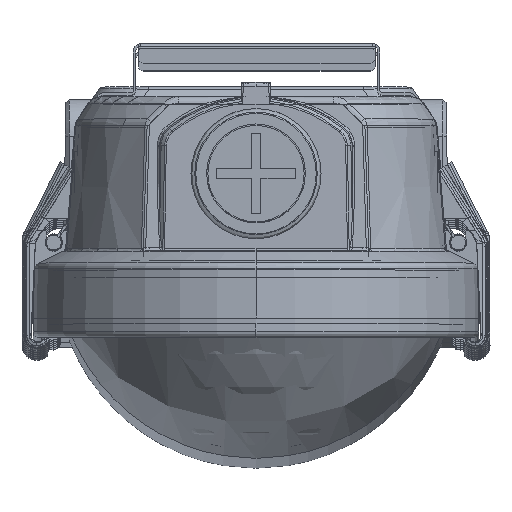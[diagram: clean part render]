
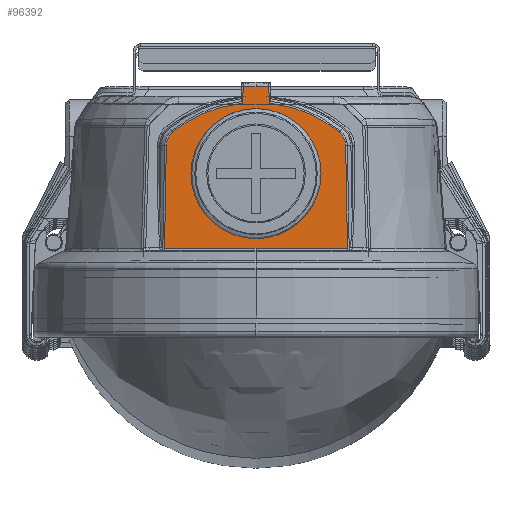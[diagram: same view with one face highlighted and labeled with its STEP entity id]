
A CAD part, top view. The second image highlights one B-rep face of the part: STEP entity #96392.
In plain terms, the highlighted face is planar.
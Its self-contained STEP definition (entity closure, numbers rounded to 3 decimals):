
#2279 = DIRECTION ( 'NONE',  ( 0., 0.017, -1. ) ) ;
#2940 = CARTESIAN_POINT ( 'NONE',  ( 0., 621.056, -14.41 ) ) ;
#3322 = ORIENTED_EDGE ( 'NONE', *, *, #121696, .F. ) ;
#3842 = CARTESIAN_POINT ( 'NONE',  ( 32.394, 621.55, -42.7 ) ) ;
#4193 = CARTESIAN_POINT ( 'NONE',  ( 2.735, 621.024, -12.548 ) ) ;
#4209 = EDGE_CURVE ( 'NONE', #7166, #180586, #133337, .T. ) ;
#6291 = VERTEX_POINT ( 'NONE', #176057 ) ;
#7166 = VERTEX_POINT ( 'NONE', #55269 ) ;
#14098 = CARTESIAN_POINT ( 'NONE',  ( -13.11, 621.069, -15.163 ) ) ;
#15992 = CARTESIAN_POINT ( 'NONE',  ( 2.735, 621.024, -12.548 ) ) ;
#19968 = EDGE_CURVE ( 'NONE', #27869, #197766, #50572, .T. ) ;
#23851 = CARTESIAN_POINT ( 'NONE',  ( -2.735, 621.024, -12.548 ) ) ;
#23874 = ORIENTED_EDGE ( 'NONE', *, *, #127729, .F. ) ;
#25912 = CARTESIAN_POINT ( 'NONE',  ( 2.721, 621.009, -11.711 ) ) ;
#26136 = LINE ( 'NONE', #240377, #97331 ) ;
#27869 = VERTEX_POINT ( 'NONE', #23851 ) ;
#33118 = CARTESIAN_POINT ( 'NONE',  ( -8.115, 621.033, -13.09 ) ) ;
#34904 = LINE ( 'NONE', #58707, #216327 ) ;
#36783 = EDGE_CURVE ( 'NONE', #45220, #113171, #144403, .T. ) ;
#39737 = AXIS2_PLACEMENT_3D ( 'NONE', #45029, #236288, #117668 ) ;
#40996 = CARTESIAN_POINT ( 'NONE',  ( -2.676, 620.965, -9.174 ) ) ;
#44956 = CARTESIAN_POINT ( 'NONE',  ( 0., 620.965, -9.174 ) ) ;
#45029 = CARTESIAN_POINT ( 'NONE',  ( 32.394, 621., -11.191 ) ) ;
#45220 = VERTEX_POINT ( 'NONE', #240480 ) ;
#47637 = CARTESIAN_POINT ( 'NONE',  ( -18.616, 621.177, -21.323 ) ) ;
#50139 = ORIENTED_EDGE ( 'NONE', *, *, #145566, .F. ) ;
#50572 =( BOUNDED_CURVE ( )  B_SPLINE_CURVE ( 3, ( #168262, #33118, #14098, #87985 ),
 .UNSPECIFIED., .F., .T. ) 
 B_SPLINE_CURVE_WITH_KNOTS ( ( 4, 4 ),
 ( 0.1, 0.686 ),
 .UNSPECIFIED. ) 
 CURVE ( )  GEOMETRIC_REPRESENTATION_ITEM ( )  RATIONAL_B_SPLINE_CURVE ( ( 1., 0.972, 0.972, 1. ) ) 
 REPRESENTATION_ITEM ( '' )  );
#50863 = CIRCLE ( 'NONE', #160757, 12.711 ) ;
#52717 = DIRECTION ( 'NONE',  ( 1., 0., 0. ) ) ;
#55269 = CARTESIAN_POINT ( 'NONE',  ( 18.616, 621.177, -21.323 ) ) ;
#58707 = CARTESIAN_POINT ( 'NONE',  ( -32.394, 621.55, -42.7 ) ) ;
#59976 = LINE ( 'NONE', #209461, #118564 ) ;
#61342 = EDGE_LOOP ( 'NONE', ( #120725, #3322 ) ) ;
#61757 = DIRECTION ( 'NONE',  ( 0.018, 0.017, -1. ) ) ;
#62110 = DIRECTION ( 'NONE',  ( 0., 1., 0.017 ) ) ;
#66314 = ORIENTED_EDGE ( 'NONE', *, *, #97875, .T. ) ;
#74049 = CARTESIAN_POINT ( 'NONE',  ( -18.616, 621.177, -21.323 ) ) ;
#77820 = DIRECTION ( 'NONE',  ( -1., 0., 0. ) ) ;
#79681 = VECTOR ( 'NONE', #201880, 1000. ) ;
#79930 = LINE ( 'NONE', #137174, #119707 ) ;
#80484 = VERTEX_POINT ( 'NONE', #44956 ) ;
#81618 = ORIENTED_EDGE ( 'NONE', *, *, #4209, .T. ) ;
#84605 = ORIENTED_EDGE ( 'NONE', *, *, #182553, .F. ) ;
#87985 = CARTESIAN_POINT ( 'NONE',  ( -17.293, 621.129, -18.59 ) ) ;
#94931 = VECTOR ( 'NONE', #199911, 1000. ) ;
#96392 = ADVANCED_FACE ( 'NONE', ( #136759, #102346 ), #157213, .T. ) ;
#97102 =( BOUNDED_CURVE ( )  B_SPLINE_CURVE ( 3, ( #15992, #154734, #232599, #134332 ),
 .UNSPECIFIED., .F., .T. ) 
 B_SPLINE_CURVE_WITH_KNOTS ( ( 4, 4 ),
 ( 0.1, 0.686 ),
 .UNSPECIFIED. ) 
 CURVE ( )  GEOMETRIC_REPRESENTATION_ITEM ( )  RATIONAL_B_SPLINE_CURVE ( ( 1., 0.972, 0.972, 1. ) ) 
 REPRESENTATION_ITEM ( '' )  );
#97331 = VECTOR ( 'NONE', #219988, 1000. ) ;
#97360 = CARTESIAN_POINT ( 'NONE',  ( 17.293, 621.129, -18.59 ) ) ;
#97875 = EDGE_CURVE ( 'NONE', #80484, #45220, #26136, .T. ) ;
#102346 = FACE_OUTER_BOUND ( 'NONE', #168641, .T. ) ;
#102628 = ORIENTED_EDGE ( 'NONE', *, *, #127704, .F. ) ;
#105425 = VECTOR ( 'NONE', #211165, 1000. ) ;
#112786 = ORIENTED_EDGE ( 'NONE', *, *, #228690, .T. ) ;
#113171 = VERTEX_POINT ( 'NONE', #4193 ) ;
#113455 = CARTESIAN_POINT ( 'NONE',  ( -18.598, 621.158, -20.244 ) ) ;
#117668 = DIRECTION ( 'NONE',  ( -1., 0., 0. ) ) ;
#118564 = VECTOR ( 'NONE', #77820, 1000. ) ;
#119707 = VECTOR ( 'NONE', #197056, 1000. ) ;
#120725 = ORIENTED_EDGE ( 'NONE', *, *, #214900, .T. ) ;
#121696 = EDGE_CURVE ( 'NONE', #184556, #138606, #155358, .T. ) ;
#121872 = CARTESIAN_POINT ( 'NONE',  ( -17.293, 621.129, -18.59 ) ) ;
#123207 = ORIENTED_EDGE ( 'NONE', *, *, #175082, .F. ) ;
#127704 = EDGE_CURVE ( 'NONE', #80484, #217001, #59976, .T. ) ;
#127729 = EDGE_CURVE ( 'NONE', #225259, #6291, #34904, .T. ) ;
#128893 = EDGE_CURVE ( 'NONE', #180586, #6291, #178279, .T. ) ;
#129156 = LINE ( 'NONE', #206936, #79681 ) ;
#133337 = LINE ( 'NONE', #189467, #105425 ) ;
#134332 = CARTESIAN_POINT ( 'NONE',  ( 17.293, 621.129, -18.59 ) ) ;
#136569 = CARTESIAN_POINT ( 'NONE',  ( -18.989, 621.55, -42.7 ) ) ;
#136759 = FACE_BOUND ( 'NONE', #61342, .T. ) ;
#137174 = CARTESIAN_POINT ( 'NONE',  ( -2.721, 621.009, -11.711 ) ) ;
#138606 = VERTEX_POINT ( 'NONE', #181059 ) ;
#144002 = ORIENTED_EDGE ( 'NONE', *, *, #19968, .F. ) ;
#144403 = LINE ( 'NONE', #25912, #147135 ) ;
#145566 = EDGE_CURVE ( 'NONE', #217001, #27869, #79930, .T. ) ;
#147135 = VECTOR ( 'NONE', #61757, 1000. ) ;
#148595 = CARTESIAN_POINT ( 'NONE',  ( 0., 621.278, -27.12 ) ) ;
#149230 =( BOUNDED_CURVE ( )  B_SPLINE_CURVE ( 3, ( #170952, #248772, #113455, #74049 ),
 .UNSPECIFIED., .F., .T. ) 
 B_SPLINE_CURVE_WITH_KNOTS ( ( 4, 4 ),
 ( 0.686, 1.553 ),
 .UNSPECIFIED. ) 
 CURVE ( )  GEOMETRIC_REPRESENTATION_ITEM ( )  RATIONAL_B_SPLINE_CURVE ( ( 1., 0.938, 0.938, 1. ) ) 
 REPRESENTATION_ITEM ( '' )  );
#152671 = ORIENTED_EDGE ( 'NONE', *, *, #177778, .T. ) ;
#153085 = CARTESIAN_POINT ( 'NONE',  ( 18.616, 621.177, -21.323 ) ) ;
#154734 = CARTESIAN_POINT ( 'NONE',  ( 8.115, 621.033, -13.09 ) ) ;
#155358 = CIRCLE ( 'NONE', #175741, 12.711 ) ;
#157213 = PLANE ( 'NONE',  #39737 ) ;
#160757 = AXIS2_PLACEMENT_3D ( 'NONE', #148595, #241802, #186854 ) ;
#168262 = CARTESIAN_POINT ( 'NONE',  ( -2.735, 621.024, -12.548 ) ) ;
#168641 = EDGE_LOOP ( 'NONE', ( #192080, #23874, #84605, #123207, #144002, #50139, #102628, #66314, #202000, #152671, #112786, #81618 ) ) ;
#170952 = CARTESIAN_POINT ( 'NONE',  ( -17.293, 621.129, -18.59 ) ) ;
#171066 = CARTESIAN_POINT ( 'NONE',  ( 18.127, 621.141, -19.273 ) ) ;
#173962 = VERTEX_POINT ( 'NONE', #47637 ) ;
#175082 = EDGE_CURVE ( 'NONE', #197766, #173962, #149230, .T. ) ;
#175522 = CARTESIAN_POINT ( 'NONE',  ( 0., 621.278, -27.12 ) ) ;
#175741 = AXIS2_PLACEMENT_3D ( 'NONE', #175522, #62110, #2279 ) ;
#176057 = CARTESIAN_POINT ( 'NONE',  ( 0., 621.55, -42.7 ) ) ;
#177778 = EDGE_CURVE ( 'NONE', #113171, #244705, #97102, .T. ) ;
#178279 = LINE ( 'NONE', #3842, #94931 ) ;
#180586 = VERTEX_POINT ( 'NONE', #233058 ) ;
#181059 = CARTESIAN_POINT ( 'NONE',  ( 0., 621.5, -39.829 ) ) ;
#182553 = EDGE_CURVE ( 'NONE', #173962, #225259, #129156, .T. ) ;
#184556 = VERTEX_POINT ( 'NONE', #2940 ) ;
#186854 = DIRECTION ( 'NONE',  ( 0., 0.017, -1. ) ) ;
#189467 = CARTESIAN_POINT ( 'NONE',  ( 18.998, 621.558, -43.168 ) ) ;
#192080 = ORIENTED_EDGE ( 'NONE', *, *, #128893, .T. ) ;
#197056 = DIRECTION ( 'NONE',  ( -0.018, 0.017, -1. ) ) ;
#197766 = VERTEX_POINT ( 'NONE', #121872 ) ;
#199911 = DIRECTION ( 'NONE',  ( -1., 0., 0. ) ) ;
#201880 = DIRECTION ( 'NONE',  ( -0.017, 0.017, -1. ) ) ;
#202000 = ORIENTED_EDGE ( 'NONE', *, *, #36783, .T. ) ;
#206936 = CARTESIAN_POINT ( 'NONE',  ( -18.998, 621.558, -43.168 ) ) ;
#209461 = CARTESIAN_POINT ( 'NONE',  ( -32.394, 620.965, -9.174 ) ) ;
#211165 = DIRECTION ( 'NONE',  ( 0.017, 0.017, -1. ) ) ;
#213050 = CARTESIAN_POINT ( 'NONE',  ( 18.598, 621.158, -20.244 ) ) ;
#214268 = CARTESIAN_POINT ( 'NONE',  ( 17.293, 621.129, -18.59 ) ) ;
#214900 = EDGE_CURVE ( 'NONE', #184556, #138606, #50863, .T. ) ;
#216327 = VECTOR ( 'NONE', #52717, 1000. ) ;
#217001 = VERTEX_POINT ( 'NONE', #40996 ) ;
#219988 = DIRECTION ( 'NONE',  ( 1., 0., 0. ) ) ;
#225259 = VERTEX_POINT ( 'NONE', #136569 ) ;
#226736 =( BOUNDED_CURVE ( )  B_SPLINE_CURVE ( 3, ( #214268, #171066, #213050, #153085 ),
 .UNSPECIFIED., .F., .T. ) 
 B_SPLINE_CURVE_WITH_KNOTS ( ( 4, 4 ),
 ( 0.686, 1.553 ),
 .UNSPECIFIED. ) 
 CURVE ( )  GEOMETRIC_REPRESENTATION_ITEM ( )  RATIONAL_B_SPLINE_CURVE ( ( 1., 0.938, 0.938, 1. ) ) 
 REPRESENTATION_ITEM ( '' )  );
#228690 = EDGE_CURVE ( 'NONE', #244705, #7166, #226736, .T. ) ;
#232599 = CARTESIAN_POINT ( 'NONE',  ( 13.11, 621.069, -15.163 ) ) ;
#233058 = CARTESIAN_POINT ( 'NONE',  ( 18.989, 621.55, -42.7 ) ) ;
#236288 = DIRECTION ( 'NONE',  ( 0., 1., 0.017 ) ) ;
#240377 = CARTESIAN_POINT ( 'NONE',  ( 32.394, 620.965, -9.174 ) ) ;
#240480 = CARTESIAN_POINT ( 'NONE',  ( 2.676, 620.965, -9.174 ) ) ;
#241802 = DIRECTION ( 'NONE',  ( 0., -1., -0.017 ) ) ;
#244705 = VERTEX_POINT ( 'NONE', #97360 ) ;
#248772 = CARTESIAN_POINT ( 'NONE',  ( -18.127, 621.141, -19.273 ) ) ;
